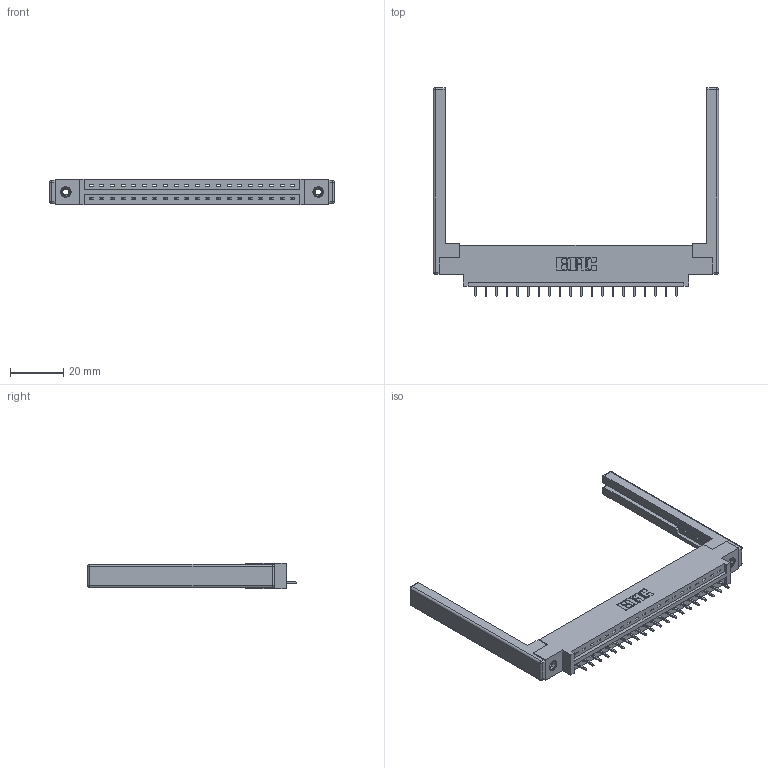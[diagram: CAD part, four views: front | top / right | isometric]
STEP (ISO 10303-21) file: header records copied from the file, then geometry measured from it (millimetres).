
FILE_DESCRIPTION (( 'STEP AP203' ), '1' );
FILE_NAME ('387-020-521-668.STEP', '2019-10-02T22:16:40', ( '' ), ( '' ), 'SwSTEP 2.0', 'SolidWorks 2016', '' );
FILE_SCHEMA (( 'CONFIG_CONTROL_DESIGN' ));
Length unit declared in the file: inch
Products named in the file (5): 387-020-521-668; 337 Part_0.170 Offset - 0.156 Dia-TI; 345-292-001_345-293-121; 307-220-068; 345-250-001_345-250-001-102
Assembly tree (25 placements, depth 2):
  387-020-521-668
    337 Part_0.170 Offset - 0.156 Dia-TI
    345-292-001_345-293-121  x20
    345-250-001_345-250-001-102  x2
    307-220-068  x2
Bounding box: 106.68 x 78.11 x 9.4 mm (x, y, z)
Volume: 15029.1 mm3; surface area: 14818.4 mm2
Topology: 25 solids, 25 shells, 1512 faces, 4473 edges, 2934 vertices
Faces by surface type: plane 1082, cylinder 406, cone 12, sphere 8, torus 4
Entity records: 20622 total; most frequent: CARTESIAN_POINT 3547, ORIENTED_EDGE 3492, DIRECTION 3104, EDGE_CURVE 1746, LINE 1568, VECTOR 1568, VERTEX_POINT 1154, AXIS2_PLACEMENT_3D 768
